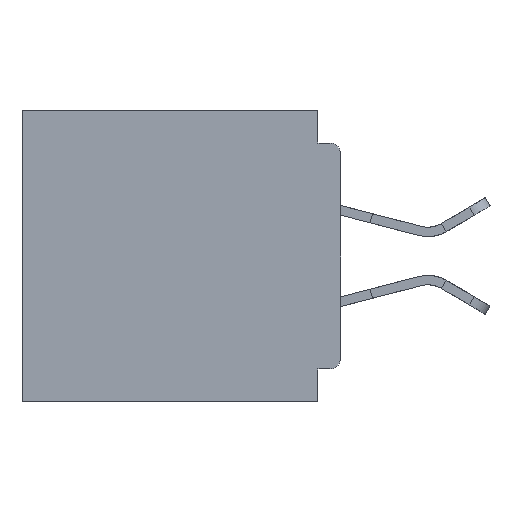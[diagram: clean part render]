
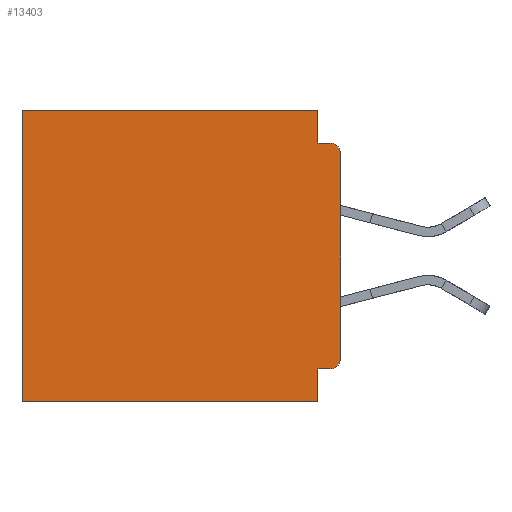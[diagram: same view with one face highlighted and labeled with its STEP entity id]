
A CAD part, left-side view. The second image highlights one B-rep face of the part: STEP entity #13403.
In plain terms, the highlighted planar face has unit normal (-1, 0, 0).
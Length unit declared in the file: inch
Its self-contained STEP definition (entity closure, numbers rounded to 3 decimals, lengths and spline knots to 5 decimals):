
#551 = VECTOR ( 'NONE', #29523, 39.37008 ) ;
#763 = VERTEX_POINT ( 'NONE', #11048 ) ;
#1111 = AXIS2_PLACEMENT_3D ( 'NONE', #9503, #33479, #12932 ) ;
#1668 = DIRECTION ( 'NONE',  ( 0., 0., -1. ) ) ;
#2391 = CARTESIAN_POINT ( 'NONE',  ( 0.3, 0., 0. ) ) ;
#2776 = CARTESIAN_POINT ( 'NONE',  ( 0.3, 0.015, -0.34 ) ) ;
#3085 = LINE ( 'NONE', #31948, #38615 ) ;
#3258 = CARTESIAN_POINT ( 'NONE',  ( 0.3, 0.031, -0.355 ) ) ;
#3477 = LINE ( 'NONE', #26490, #9489 ) ;
#4956 = VECTOR ( 'NONE', #28834, 39.37008 ) ;
#5580 = ORIENTED_EDGE ( 'NONE', *, *, #14697, .F. ) ;
#6293 = DIRECTION ( 'NONE',  ( 0., 0., -1. ) ) ;
#6551 = EDGE_CURVE ( 'NONE', #23225, #19467, #15218, .T. ) ;
#7021 = LINE ( 'NONE', #11992, #41386 ) ;
#7410 = EDGE_CURVE ( 'NONE', #31792, #23225, #7021, .T. ) ;
#7984 = AXIS2_PLACEMENT_3D ( 'NONE', #2776, #26851, #6293 ) ;
#9256 = CARTESIAN_POINT ( 'NONE',  ( 0.3, 0., -0.06 ) ) ;
#9489 = VECTOR ( 'NONE', #36842, 39.37008 ) ;
#9503 = CARTESIAN_POINT ( 'NONE',  ( 0.3, 0.015, -0.06 ) ) ;
#9628 = VERTEX_POINT ( 'NONE', #38216 ) ;
#10152 = LINE ( 'NONE', #26558, #19281 ) ;
#10995 = ORIENTED_EDGE ( 'NONE', *, *, #6551, .F. ) ;
#11048 = CARTESIAN_POINT ( 'NONE',  ( 0.3, 0., -0.34 ) ) ;
#11420 = VERTEX_POINT ( 'NONE', #26608 ) ;
#11533 = ORIENTED_EDGE ( 'NONE', *, *, #35379, .F. ) ;
#11859 = CARTESIAN_POINT ( 'NONE',  ( 0.3, 0.031, -0.4 ) ) ;
#11992 = CARTESIAN_POINT ( 'NONE',  ( 0.3, 0.031, -0.4 ) ) ;
#12426 = CARTESIAN_POINT ( 'NONE',  ( 0.3, 0., -0.045 ) ) ;
#12932 = DIRECTION ( 'NONE',  ( 0., 0., -1. ) ) ;
#13403 = ADVANCED_FACE ( 'NONE', ( #17385 ), #26314, .F. ) ;
#14697 = EDGE_CURVE ( 'NONE', #9628, #28736, #28049, .T. ) ;
#14712 = DIRECTION ( 'NONE',  ( 0., 0., -1. ) ) ;
#14762 = ORIENTED_EDGE ( 'NONE', *, *, #25837, .F. ) ;
#15218 = LINE ( 'NONE', #39909, #4956 ) ;
#15327 = ORIENTED_EDGE ( 'NONE', *, *, #24723, .T. ) ;
#16918 = ORIENTED_EDGE ( 'NONE', *, *, #25820, .T. ) ;
#17385 = FACE_OUTER_BOUND ( 'NONE', #21673, .T. ) ;
#19281 = VECTOR ( 'NONE', #43783, 39.37008 ) ;
#19467 = VERTEX_POINT ( 'NONE', #42979 ) ;
#19609 = DIRECTION ( 'NONE',  ( 1., 0., 0. ) ) ;
#19846 = VECTOR ( 'NONE', #29352, 39.37008 ) ;
#21047 = CIRCLE ( 'NONE', #1111, 0.015 ) ;
#21303 = EDGE_CURVE ( 'NONE', #41052, #19467, #38070, .T. ) ;
#21673 = EDGE_LOOP ( 'NONE', ( #11533, #22791, #5580, #14762, #16918, #28177, #10995, #29253, #41581, #15327 ) ) ;
#21831 = CARTESIAN_POINT ( 'NONE',  ( 0.3, 0.015, -0.355 ) ) ;
#22539 = VERTEX_POINT ( 'NONE', #21831 ) ;
#22791 = ORIENTED_EDGE ( 'NONE', *, *, #29327, .T. ) ;
#23225 = VERTEX_POINT ( 'NONE', #11859 ) ;
#24723 = EDGE_CURVE ( 'NONE', #22539, #763, #35340, .T. ) ;
#25820 = EDGE_CURVE ( 'NONE', #11420, #41052, #37922, .T. ) ;
#25837 = EDGE_CURVE ( 'NONE', #11420, #9628, #3477, .T. ) ;
#26314 = PLANE ( 'NONE',  #31683 ) ;
#26490 = CARTESIAN_POINT ( 'NONE',  ( 0.3, 0.031, 0. ) ) ;
#26558 = CARTESIAN_POINT ( 'NONE',  ( 0.3, 0., -0.355 ) ) ;
#26608 = CARTESIAN_POINT ( 'NONE',  ( 0.3, 0.031, 0. ) ) ;
#26851 = DIRECTION ( 'NONE',  ( -1., 0., 0. ) ) ;
#27718 = VECTOR ( 'NONE', #36697, 39.37008 ) ;
#28049 = LINE ( 'NONE', #12426, #551 ) ;
#28177 = ORIENTED_EDGE ( 'NONE', *, *, #21303, .T. ) ;
#28736 = VERTEX_POINT ( 'NONE', #30069 ) ;
#28834 = DIRECTION ( 'NONE',  ( 0., 1., 0. ) ) ;
#29253 = ORIENTED_EDGE ( 'NONE', *, *, #7410, .F. ) ;
#29327 = EDGE_CURVE ( 'NONE', #33762, #28736, #21047, .T. ) ;
#29352 = DIRECTION ( 'NONE',  ( 0., 0., -1. ) ) ;
#29523 = DIRECTION ( 'NONE',  ( 0., -1., 0. ) ) ;
#30069 = CARTESIAN_POINT ( 'NONE',  ( 0.3, 0.015, -0.045 ) ) ;
#31683 = AXIS2_PLACEMENT_3D ( 'NONE', #43406, #19609, #43550 ) ;
#31792 = VERTEX_POINT ( 'NONE', #3258 ) ;
#31948 = CARTESIAN_POINT ( 'NONE',  ( 0.3, 0., -0.4 ) ) ;
#33479 = DIRECTION ( 'NONE',  ( -1., 0., 0. ) ) ;
#33762 = VERTEX_POINT ( 'NONE', #9256 ) ;
#34787 = CARTESIAN_POINT ( 'NONE',  ( 0.3, 0.437, 0. ) ) ;
#35340 = CIRCLE ( 'NONE', #7984, 0.015 ) ;
#35379 = EDGE_CURVE ( 'NONE', #33762, #763, #3085, .T. ) ;
#35972 = CARTESIAN_POINT ( 'NONE',  ( 0.3, 0.437, -0.4 ) ) ;
#36697 = DIRECTION ( 'NONE',  ( 0., 1., 0. ) ) ;
#36842 = DIRECTION ( 'NONE',  ( 0., 0., -1. ) ) ;
#37922 = LINE ( 'NONE', #2391, #27718 ) ;
#38070 = LINE ( 'NONE', #35972, #19846 ) ;
#38216 = CARTESIAN_POINT ( 'NONE',  ( 0.3, 0.031, -0.045 ) ) ;
#38615 = VECTOR ( 'NONE', #14712, 39.37008 ) ;
#39909 = CARTESIAN_POINT ( 'NONE',  ( 0.3, 0., -0.4 ) ) ;
#40806 = EDGE_CURVE ( 'NONE', #22539, #31792, #10152, .T. ) ;
#41052 = VERTEX_POINT ( 'NONE', #34787 ) ;
#41386 = VECTOR ( 'NONE', #1668, 39.37008 ) ;
#41581 = ORIENTED_EDGE ( 'NONE', *, *, #40806, .F. ) ;
#42979 = CARTESIAN_POINT ( 'NONE',  ( 0.3, 0.437, -0.4 ) ) ;
#43406 = CARTESIAN_POINT ( 'NONE',  ( 0.3, 0., -0.4 ) ) ;
#43550 = DIRECTION ( 'NONE',  ( 0., 0., -1. ) ) ;
#43783 = DIRECTION ( 'NONE',  ( 0., 1., 0. ) ) ;
